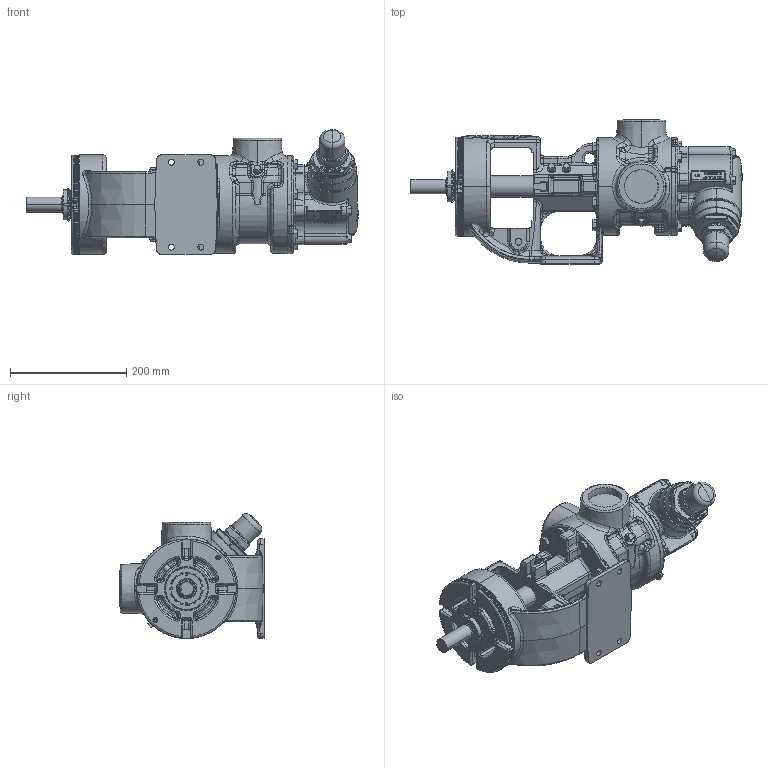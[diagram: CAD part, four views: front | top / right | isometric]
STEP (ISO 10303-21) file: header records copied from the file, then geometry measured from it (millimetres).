
FILE_DESCRIPTION (( 'STEP AP214' ), '1' );
FILE_NAME ('AK124A.STEP', '2016-08-22T16:35:27', ( '' ), ( '' ), 'SwSTEP 2.0', 'SolidWorks 2015', '' );
FILE_SCHEMA (( 'AUTOMOTIVE_DESIGN' ));
Length unit declared in the file: inch
Products named in the file (1): AK124A
Bounding box: 571.82 x 248.03 x 215.15 mm (x, y, z)
Volume: 7367933.3 mm3; surface area: 515942.1 mm2
Topology: 1 solids, 1 shells, 3862 faces, 9790 edges, 5970 vertices
Faces by surface type: plane 1198, bspline 1081, cone 667, cylinder 607, torus 210, sphere 99
Entity records: 285940 total; most frequent: CARTESIAN_POINT 153390, ORIENTED_EDGE 19372, DIRECTION 14068, EDGE_CURVE 9686, VERTEX_POINT 5967, AXIS2_PLACEMENT_3D 5434, EDGE_LOOP 4025, DIMENSIONAL_EXPONENTS 3865
